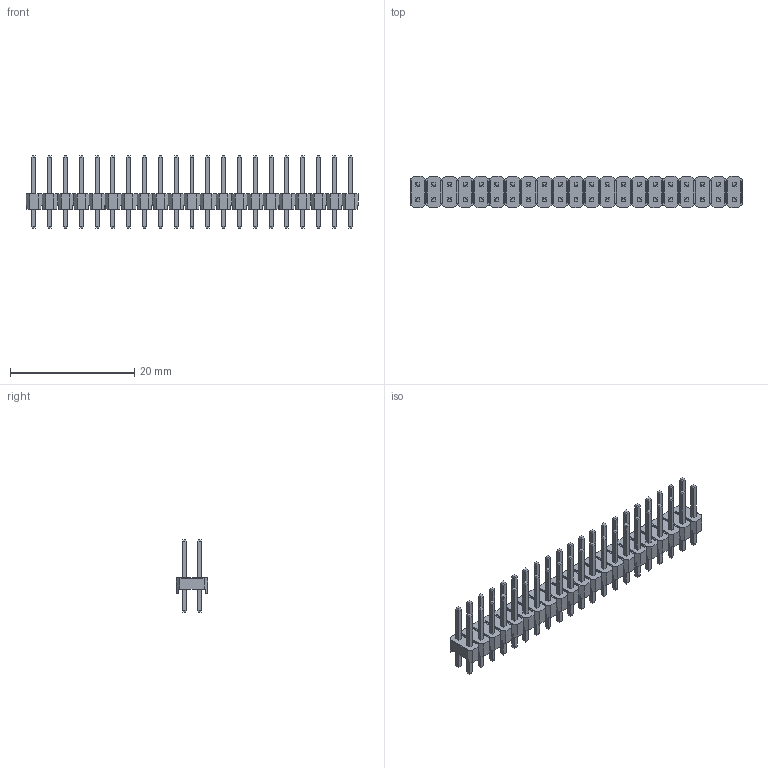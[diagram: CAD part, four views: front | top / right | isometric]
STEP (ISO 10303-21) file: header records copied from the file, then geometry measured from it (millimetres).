
FILE_DESCRIPTION(('STEP AP214'), '1');
FILE_NAME('PLD', '', ('UNSPECIFIED'), ('UNSPECIFIED'), 'ASCON STEP Converter 1.6', 'ASCON Math Kernel', '');
FILE_SCHEMA(('AUTOMOTIVE_DESIGN { 1 0 10303 214 3 1 1}'));
Length unit declared in the file: millimetre
Bounding box: 53.34 x 5.08 x 11.6 mm (x, y, z)
Volume: 647.9 mm3; surface area: 1933.4 mm2
Topology: 1 solids, 1 shells, 1078 faces, 2580 edges, 1608 vertices
Faces by surface type: plane 1078
Entity records: 38780 total; most frequent: CARTESIAN_POINT 5267, ORIENTED_EDGE 5160, DIRECTION 4738, EDGE_CURVE 2580, LINE 2580, VECTOR 2580, VERTEX_POINT 1608, FACE_BOUND 1182
